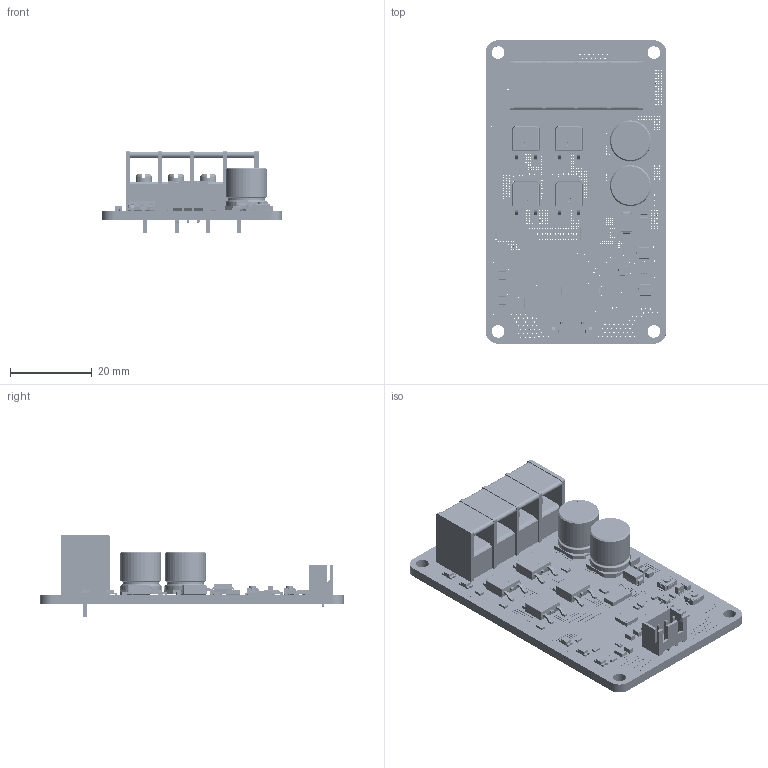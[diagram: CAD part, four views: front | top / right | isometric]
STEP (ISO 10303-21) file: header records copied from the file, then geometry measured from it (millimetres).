
FILE_DESCRIPTION(('PCB Model'),'2;1');
FILE_NAME('MD-10113-7Semi 30V 15A Single Channel Motor Driver Vikram-3015.STEP','2024-01-03T20:34:49',('pritesh'),('Unspecified'), 'Open CASCADE STEP processor 6.8','Proteus','Unknown');
FILE_SCHEMA(('CONFIG_CONTROL_DESIGN','SHAPE_APPEARANCE_LAYER_MIM'));
Length unit declared in the file: millimetre
Products named in the file (196): Open CASCADE STEP translator 6.8 2; Layer_1; J1; Open CASCADE STEP translator 6.8 2.2.1; Body_1; =>[0:1:1:3]; =>[0:1:1:4]; =>[0:1:1:5]; =>[0:1:1:6]; =>[0:1:1:7]; C1; Open CASCADE STEP translator 6.8 2.3.1; C4; Open CASCADE STEP translator 6.8 2.4.1; Q1; Open CASCADE STEP translator 6.8 2.5.1; COMPOUND; =>[0:1:1:8]; WIRE; Q2; Open CASCADE STEP translator 6.8 2.6.1; Q3; Open CASCADE STEP translator 6.8 2.7.1; Q4; Open CASCADE STEP translator 6.8 2.8.1; U1; Open CASCADE STEP translator 6.8 2.9.1; =>[0:1:1:2]; SOLID; R14; Open CASCADE STEP translator 6.8 2.10.1; R15; Open CASCADE STEP translator 6.8 2.11.1; R16; Open CASCADE STEP translator 6.8 2.12.1; R17; Open CASCADE STEP translator 6.8 2.13.1; R1; Open CASCADE STEP translator 6.8 2.14.1; Pin_1 ...
Assembly tree (245 placements, depth 6):
  Open CASCADE STEP translator 6.8 2
    Layer_1
    J1
      Open CASCADE STEP translator 6.8 2.2.1
        Body_1
          =>[0:1:1:3]
          =>[0:1:1:4]
          =>[0:1:1:5]
          =>[0:1:1:6]
          =>[0:1:1:7]
    C1
      Open CASCADE STEP translator 6.8 2.3.1
        Body_1
    C4
      Open CASCADE STEP translator 6.8 2.4.1
        Body_1
    Q1
      Open CASCADE STEP translator 6.8 2.5.1
        Body_1
          COMPOUND
            =>[0:1:1:4]
            =>[0:1:1:5]
            =>[0:1:1:6]
            =>[0:1:1:7]
            =>[0:1:1:8]
          COMPOUND
            WIRE
            WIRE
            WIRE
    Q2
      Open CASCADE STEP translator 6.8 2.6.1
        Body_1
          COMPOUND
            =>[0:1:1:4]
            =>[0:1:1:5]
            =>[0:1:1:6]
            =>[0:1:1:7]
            =>[0:1:1:8]
          COMPOUND
            WIRE
            WIRE
            WIRE
    Q3
      Open CASCADE STEP translator 6.8 2.7.1
        Body_1
          COMPOUND
            =>[0:1:1:4]
            =>[0:1:1:5]
            =>[0:1:1:6]
            =>[0:1:1:7]
            =>[0:1:1:8]
          COMPOUND
            WIRE
            WIRE
            WIRE
    Q4
      Open CASCADE STEP translator 6.8 2.8.1
        Body_1
          COMPOUND
            =>[0:1:1:4]
Bounding box: 44 x 74 x 20.2 mm (x, y, z)
Volume: 13183 mm3; surface area: 16951.7 mm2
Topology: 192 solids, 216 shells, 6131 faces, 16065 edges, 10441 vertices
Faces by surface type: plane 2847, cylinder 2417, bspline 695, sphere 92, torus 52, cone 28
Entity records: 143470 total; most frequent: CARTESIAN_POINT 28543, DIRECTION 19956, ORIENTED_EDGE 19670, EDGE_CURVE 9835, AXIS2_PLACEMENT_3D 7994, VERTEX_POINT 6467, FACE_BOUND 5508, EDGE_LOOP 5508
